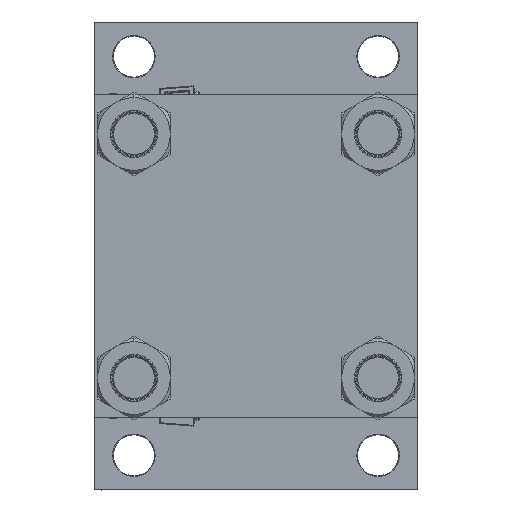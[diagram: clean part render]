
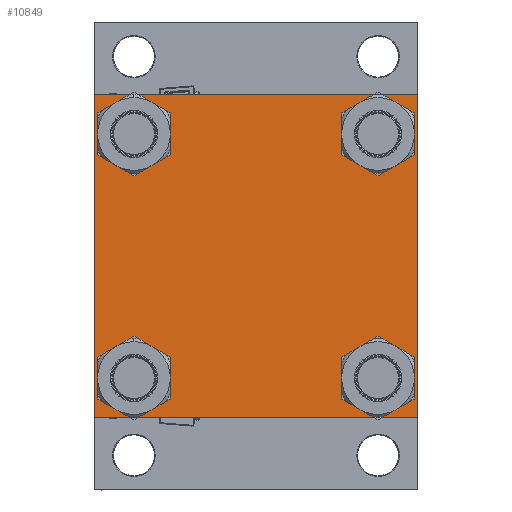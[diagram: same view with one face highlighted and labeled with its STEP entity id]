
A CAD part, left-side view. The second image highlights one B-rep face of the part: STEP entity #10849.
In plain terms, the highlighted planar face has unit normal (-1, 0, 0).
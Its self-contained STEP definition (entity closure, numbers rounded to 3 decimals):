
#137 = CIRCLE ( 'NONE', #33573, 14. ) ;
#209 = VECTOR ( 'NONE', #47470, 1000. ) ;
#339 = ORIENTED_EDGE ( 'NONE', *, *, #40912, .T. ) ;
#477 = LINE ( 'NONE', #16038, #1760 ) ;
#792 = DIRECTION ( 'NONE',  ( 0., 0., 1. ) ) ;
#1301 = DIRECTION ( 'NONE',  ( 0., 0., -1. ) ) ;
#1760 = VECTOR ( 'NONE', #4819, 1000. ) ;
#2204 = EDGE_CURVE ( 'NONE', #43384, #15229, #11740, .T. ) ;
#2249 = VECTOR ( 'NONE', #12230, 1000. ) ;
#2349 = ORIENTED_EDGE ( 'NONE', *, *, #19913, .T. ) ;
#2706 = CARTESIAN_POINT ( 'NONE',  ( 0., 77.45, 63.45 ) ) ;
#3235 = EDGE_CURVE ( 'NONE', #21618, #15814, #10817, .T. ) ;
#4144 = CIRCLE ( 'NONE', #44952, 14. ) ;
#4359 = AXIS2_PLACEMENT_3D ( 'NONE', #19115, #30372, #10959 ) ;
#4624 = CARTESIAN_POINT ( 'NONE',  ( 0., 77.45, 77.45 ) ) ;
#4819 = DIRECTION ( 'NONE',  ( 0., 0.707, 0.707 ) ) ;
#5203 = CARTESIAN_POINT ( 'NONE',  ( 0., 102.5, -102.5 ) ) ;
#5277 = ORIENTED_EDGE ( 'NONE', *, *, #28105, .T. ) ;
#5328 = EDGE_LOOP ( 'NONE', ( #39374, #43163 ) ) ;
#5445 = LINE ( 'NONE', #5203, #40579 ) ;
#6037 = DIRECTION ( 'NONE',  ( 1., 0., 0. ) ) ;
#6275 = CARTESIAN_POINT ( 'NONE',  ( 0., -102.5, -102. ) ) ;
#7115 = CARTESIAN_POINT ( 'NONE',  ( 0., -77.45, 91.45 ) ) ;
#7752 = VERTEX_POINT ( 'NONE', #2706 ) ;
#7967 = DIRECTION ( 'NONE',  ( 0., 0., 1. ) ) ;
#8119 = VECTOR ( 'NONE', #1301, 1000. ) ;
#8495 = EDGE_CURVE ( 'NONE', #47673, #18262, #4144, .T. ) ;
#8812 = VECTOR ( 'NONE', #15139, 1000. ) ;
#8817 = EDGE_LOOP ( 'NONE', ( #18403, #5277 ) ) ;
#8948 = AXIS2_PLACEMENT_3D ( 'NONE', #4624, #31950, #792 ) ;
#8956 = EDGE_CURVE ( 'NONE', #14958, #10586, #35132, .T. ) ;
#9969 = VERTEX_POINT ( 'NONE', #47023 ) ;
#10352 = ORIENTED_EDGE ( 'NONE', *, *, #15693, .F. ) ;
#10586 = VERTEX_POINT ( 'NONE', #27733 ) ;
#10758 = EDGE_CURVE ( 'NONE', #10586, #14958, #137, .T. ) ;
#10817 = LINE ( 'NONE', #25878, #8812 ) ;
#10849 = ADVANCED_FACE ( 'NONE', ( #23293, #38883, #15625, #25928, #19452 ), #31222, .T. ) ;
#10959 = DIRECTION ( 'NONE',  ( 0., 0., 1. ) ) ;
#11194 = EDGE_CURVE ( 'NONE', #13161, #22790, #27864, .T. ) ;
#11546 = AXIS2_PLACEMENT_3D ( 'NONE', #41524, #46796, #7967 ) ;
#11740 = LINE ( 'NONE', #40342, #2249 ) ;
#11907 = VERTEX_POINT ( 'NONE', #50134 ) ;
#12230 = DIRECTION ( 'NONE',  ( 0., 0.707, -0.707 ) ) ;
#12454 = DIRECTION ( 'NONE',  ( 0., 0., 1. ) ) ;
#12504 = DIRECTION ( 'NONE',  ( 1., 0., 0. ) ) ;
#12558 = CIRCLE ( 'NONE', #40289, 14. ) ;
#13113 = DIRECTION ( 'NONE',  ( 1., 0., 0. ) ) ;
#13161 = VERTEX_POINT ( 'NONE', #22160 ) ;
#13368 = CARTESIAN_POINT ( 'NONE',  ( 0., -77.45, -77.45 ) ) ;
#13570 = DIRECTION ( 'NONE',  ( 0., 0., 1. ) ) ;
#13934 = VERTEX_POINT ( 'NONE', #48562 ) ;
#14108 = DIRECTION ( 'NONE',  ( 0., -1., 0. ) ) ;
#14824 = AXIS2_PLACEMENT_3D ( 'NONE', #32671, #12504, #28072 ) ;
#14958 = VERTEX_POINT ( 'NONE', #7115 ) ;
#15139 = DIRECTION ( 'NONE',  ( 0., -0.707, 0.707 ) ) ;
#15229 = VERTEX_POINT ( 'NONE', #46032 ) ;
#15444 = CARTESIAN_POINT ( 'NONE',  ( 0., 77.45, -63.45 ) ) ;
#15625 = FACE_BOUND ( 'NONE', #44595, .T. ) ;
#15693 = EDGE_CURVE ( 'NONE', #43384, #9969, #19880, .T. ) ;
#15730 = EDGE_LOOP ( 'NONE', ( #30615, #20803, #2349, #46914, #24658, #44146, #10352, #31904 ) ) ;
#15814 = VERTEX_POINT ( 'NONE', #6275 ) ;
#16035 = DIRECTION ( 'NONE',  ( 0., 0., 1. ) ) ;
#16038 = CARTESIAN_POINT ( 'NONE',  ( 0., -102.25, 102.25 ) ) ;
#16296 = CARTESIAN_POINT ( 'NONE',  ( 0., 102.5, -102. ) ) ;
#17059 = CARTESIAN_POINT ( 'NONE',  ( 0., 77.45, -77.45 ) ) ;
#17162 = CARTESIAN_POINT ( 'NONE',  ( 0., -77.45, -91.45 ) ) ;
#18262 = VERTEX_POINT ( 'NONE', #15444 ) ;
#18403 = ORIENTED_EDGE ( 'NONE', *, *, #40216, .T. ) ;
#19115 = CARTESIAN_POINT ( 'NONE',  ( 0., 77.45, 77.45 ) ) ;
#19452 = FACE_OUTER_BOUND ( 'NONE', #15730, .T. ) ;
#19494 = VERTEX_POINT ( 'NONE', #49970 ) ;
#19880 = LINE ( 'NONE', #32159, #209 ) ;
#19913 = EDGE_CURVE ( 'NONE', #19494, #21618, #5445, .T. ) ;
#20177 = LINE ( 'NONE', #42952, #8119 ) ;
#20803 = ORIENTED_EDGE ( 'NONE', *, *, #44898, .T. ) ;
#21618 = VERTEX_POINT ( 'NONE', #27369 ) ;
#22160 = CARTESIAN_POINT ( 'NONE',  ( 0., -77.45, -63.45 ) ) ;
#22263 = CIRCLE ( 'NONE', #49169, 14. ) ;
#22790 = VERTEX_POINT ( 'NONE', #17162 ) ;
#23195 = ORIENTED_EDGE ( 'NONE', *, *, #35201, .T. ) ;
#23293 = FACE_BOUND ( 'NONE', #5328, .T. ) ;
#23504 = LINE ( 'NONE', #45763, #30637 ) ;
#24553 = EDGE_LOOP ( 'NONE', ( #32232, #339 ) ) ;
#24658 = ORIENTED_EDGE ( 'NONE', *, *, #27284, .F. ) ;
#25819 = CARTESIAN_POINT ( 'NONE',  ( 0., 77.45, -77.45 ) ) ;
#25878 = CARTESIAN_POINT ( 'NONE',  ( 0., -102.25, -102.25 ) ) ;
#25928 = FACE_BOUND ( 'NONE', #8817, .T. ) ;
#27284 = EDGE_CURVE ( 'NONE', #11907, #15814, #20177, .T. ) ;
#27369 = CARTESIAN_POINT ( 'NONE',  ( 0., -102., -102.5 ) ) ;
#27705 = CIRCLE ( 'NONE', #8948, 14. ) ;
#27733 = CARTESIAN_POINT ( 'NONE',  ( 0., -77.45, 63.45 ) ) ;
#27864 = CIRCLE ( 'NONE', #14824, 14. ) ;
#28072 = DIRECTION ( 'NONE',  ( 0., 0., 1. ) ) ;
#28105 = EDGE_CURVE ( 'NONE', #7752, #13934, #27705, .T. ) ;
#30028 = DIRECTION ( 'NONE',  ( 0., 0., -1. ) ) ;
#30372 = DIRECTION ( 'NONE',  ( 1., 0., 0. ) ) ;
#30615 = ORIENTED_EDGE ( 'NONE', *, *, #50223, .T. ) ;
#30637 = VECTOR ( 'NONE', #42185, 1000. ) ;
#30859 = VERTEX_POINT ( 'NONE', #16296 ) ;
#31222 = PLANE ( 'NONE',  #11546 ) ;
#31861 = CARTESIAN_POINT ( 'NONE',  ( 0., -77.45, 77.45 ) ) ;
#31904 = ORIENTED_EDGE ( 'NONE', *, *, #2204, .T. ) ;
#31950 = DIRECTION ( 'NONE',  ( 1., 0., 0. ) ) ;
#32159 = CARTESIAN_POINT ( 'NONE',  ( 0., 102.5, 102.5 ) ) ;
#32232 = ORIENTED_EDGE ( 'NONE', *, *, #11194, .T. ) ;
#32671 = CARTESIAN_POINT ( 'NONE',  ( 0., -77.45, -77.45 ) ) ;
#33573 = AXIS2_PLACEMENT_3D ( 'NONE', #48677, #6037, #37199 ) ;
#35132 = CIRCLE ( 'NONE', #40870, 14. ) ;
#35201 = EDGE_CURVE ( 'NONE', #18262, #47673, #22263, .T. ) ;
#36588 = ORIENTED_EDGE ( 'NONE', *, *, #8495, .T. ) ;
#36874 = DIRECTION ( 'NONE',  ( 0., 0., 1. ) ) ;
#37199 = DIRECTION ( 'NONE',  ( 0., 0., 1. ) ) ;
#38883 = FACE_BOUND ( 'NONE', #24553, .T. ) ;
#39374 = ORIENTED_EDGE ( 'NONE', *, *, #8956, .T. ) ;
#40216 = EDGE_CURVE ( 'NONE', #13934, #7752, #48405, .T. ) ;
#40289 = AXIS2_PLACEMENT_3D ( 'NONE', #13368, #13113, #36874 ) ;
#40342 = CARTESIAN_POINT ( 'NONE',  ( 0., 102.25, 102.25 ) ) ;
#40579 = VECTOR ( 'NONE', #14108, 1000. ) ;
#40870 = AXIS2_PLACEMENT_3D ( 'NONE', #31861, #47440, #12454 ) ;
#40912 = EDGE_CURVE ( 'NONE', #22790, #13161, #12558, .T. ) ;
#41024 = CARTESIAN_POINT ( 'NONE',  ( 0., 102.5, 102.5 ) ) ;
#41524 = CARTESIAN_POINT ( 'NONE',  ( 0., 0., 0. ) ) ;
#42185 = DIRECTION ( 'NONE',  ( 0., -0.707, -0.707 ) ) ;
#42952 = CARTESIAN_POINT ( 'NONE',  ( 0., -102.5, 102.5 ) ) ;
#43163 = ORIENTED_EDGE ( 'NONE', *, *, #10758, .T. ) ;
#43384 = VERTEX_POINT ( 'NONE', #48822 ) ;
#44146 = ORIENTED_EDGE ( 'NONE', *, *, #47834, .T. ) ;
#44595 = EDGE_LOOP ( 'NONE', ( #23195, #36588 ) ) ;
#44898 = EDGE_CURVE ( 'NONE', #30859, #19494, #23504, .T. ) ;
#44952 = AXIS2_PLACEMENT_3D ( 'NONE', #25819, #48323, #13570 ) ;
#45462 = CARTESIAN_POINT ( 'NONE',  ( 0., 77.45, -91.45 ) ) ;
#45763 = CARTESIAN_POINT ( 'NONE',  ( 0., 102.25, -102.25 ) ) ;
#46032 = CARTESIAN_POINT ( 'NONE',  ( 0., 102.5, 102. ) ) ;
#46796 = DIRECTION ( 'NONE',  ( -1., 0., 0. ) ) ;
#46914 = ORIENTED_EDGE ( 'NONE', *, *, #3235, .T. ) ;
#47023 = CARTESIAN_POINT ( 'NONE',  ( 0., -102., 102.5 ) ) ;
#47440 = DIRECTION ( 'NONE',  ( 1., 0., 0. ) ) ;
#47461 = DIRECTION ( 'NONE',  ( 1., 0., 0. ) ) ;
#47470 = DIRECTION ( 'NONE',  ( 0., -1., 0. ) ) ;
#47673 = VERTEX_POINT ( 'NONE', #45462 ) ;
#47834 = EDGE_CURVE ( 'NONE', #11907, #9969, #477, .T. ) ;
#48323 = DIRECTION ( 'NONE',  ( 1., 0., 0. ) ) ;
#48405 = CIRCLE ( 'NONE', #4359, 14. ) ;
#48562 = CARTESIAN_POINT ( 'NONE',  ( 0., 77.45, 91.45 ) ) ;
#48677 = CARTESIAN_POINT ( 'NONE',  ( 0., -77.45, 77.45 ) ) ;
#48822 = CARTESIAN_POINT ( 'NONE',  ( 0., 102., 102.5 ) ) ;
#49169 = AXIS2_PLACEMENT_3D ( 'NONE', #17059, #47461, #16035 ) ;
#49431 = LINE ( 'NONE', #41024, #49981 ) ;
#49970 = CARTESIAN_POINT ( 'NONE',  ( 0., 102., -102.5 ) ) ;
#49981 = VECTOR ( 'NONE', #30028, 1000. ) ;
#50134 = CARTESIAN_POINT ( 'NONE',  ( 0., -102.5, 102. ) ) ;
#50223 = EDGE_CURVE ( 'NONE', #15229, #30859, #49431, .T. ) ;
